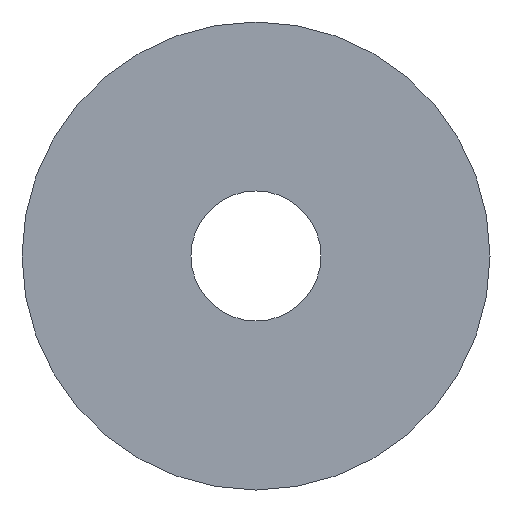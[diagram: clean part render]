
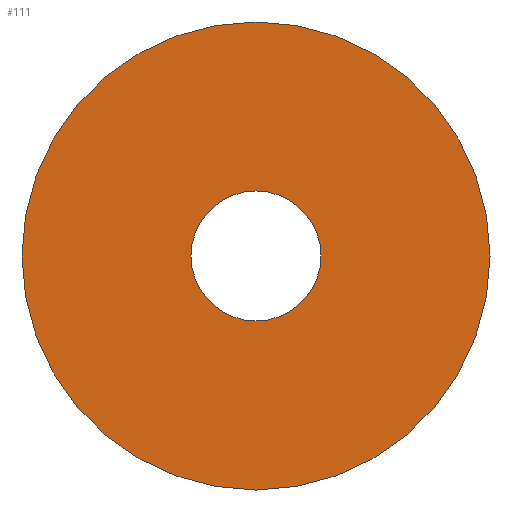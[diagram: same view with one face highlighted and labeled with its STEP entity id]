
A CAD part, left-side view. The second image highlights one B-rep face of the part: STEP entity #111.
In plain terms, the highlighted planar face has unit normal (-1, 0, 0).
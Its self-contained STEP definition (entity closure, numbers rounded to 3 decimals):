
#17=FACE_BOUND('',#38,.T.);
#21=PLANE('',#138);
#27=FACE_OUTER_BOUND('',#37,.T.);
#37=EDGE_LOOP('',(#91));
#38=EDGE_LOOP('',(#92));
#55=CIRCLE('',#137,9.);
#56=CIRCLE('',#139,2.5);
#63=VERTEX_POINT('',#197);
#64=VERTEX_POINT('',#201);
#72=EDGE_CURVE('',#63,#63,#55,.T.);
#74=EDGE_CURVE('',#64,#64,#56,.T.);
#91=ORIENTED_EDGE('',*,*,#72,.T.);
#92=ORIENTED_EDGE('',*,*,#74,.F.);
#111=ADVANCED_FACE('',(#27,#17),#21,.T.);
#137=AXIS2_PLACEMENT_3D('',#198,#164,#165);
#138=AXIS2_PLACEMENT_3D('',#200,#167,#168);
#139=AXIS2_PLACEMENT_3D('',#202,#169,#170);
#164=DIRECTION('center_axis',(-1.,0.,0.));
#165=DIRECTION('ref_axis',(0.,0.,1.));
#167=DIRECTION('center_axis',(-1.,0.,0.));
#168=DIRECTION('ref_axis',(0.,0.,1.));
#169=DIRECTION('center_axis',(-1.,0.,0.));
#170=DIRECTION('ref_axis',(0.,0.,1.));
#197=CARTESIAN_POINT('',(0.,0.,-9.));
#198=CARTESIAN_POINT('Origin',(0.,0.,0.));
#200=CARTESIAN_POINT('Origin',(0.,0.,0.));
#201=CARTESIAN_POINT('',(0.,0.,-2.5));
#202=CARTESIAN_POINT('Origin',(0.,0.,0.));
